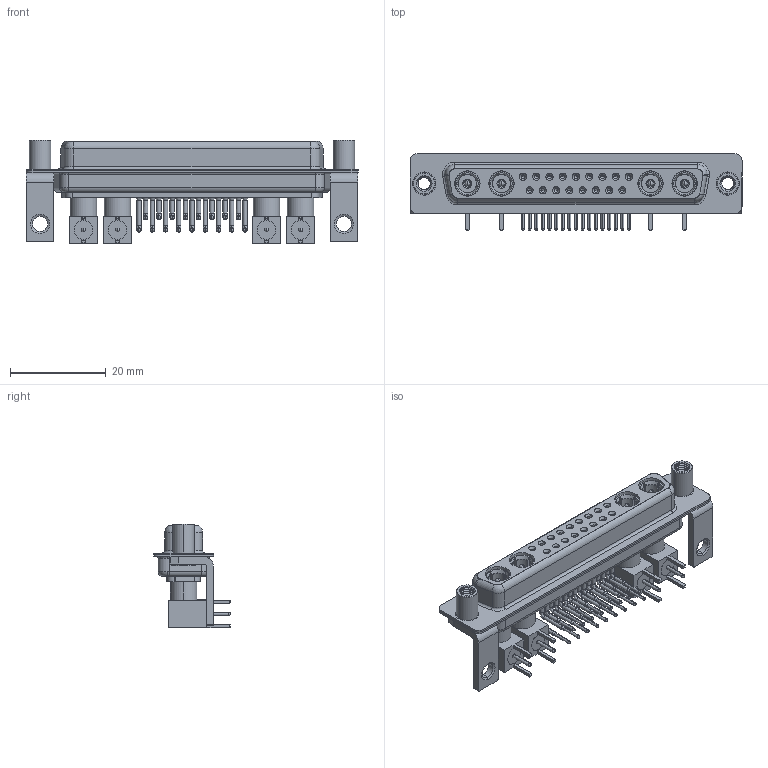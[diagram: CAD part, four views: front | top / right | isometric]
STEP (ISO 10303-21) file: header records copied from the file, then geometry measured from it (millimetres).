
FILE_DESCRIPTION (( 'STEP AP203' ), '1' );
FILE_NAME ('630-21W4240-7N6.STEP', '2022-06-08T15:08:10', ( '' ), ( '' ), 'SwSTEP 2.0', 'SolidWorks 2020', '' );
FILE_SCHEMA (( 'CONFIG_CONTROL_DESIGN' ));
Length unit declared in the file: millimetre
Products named in the file (18): Locking Collar; Pin_RA; 630Combo Threaded Standoff_D; Co-Ax Plug_RA PC Tail; RA Back Shell; 630Combo Shell Front_37 Contacts; 630Combo Shell Rear_37 Contacts; 630Combo Contact Row 2; 630Combo Housing_21W4; Insulator RA Pin; 630Combo Stabilizer Bracket; Co-Ax Plug Assy_RA; Insulator Pin_Straight PC Tail; 630-21W4240-7N6; 630Combo Contact Row 1
Assembly tree (52 placements, depth 3):
  630-21W4240-7N6
    630Combo Housing_21W4
    630Combo Shell Front_37 Contacts
    630Combo Shell Rear_37 Contacts
    630Combo Stabilizer Bracket  x2
    630Combo Threaded Standoff_D  x2
    Co-Ax Plug Assy_RA
      Co-Ax Plug_RA PC Tail
      Insulator Pin_Straight PC Tail
      Pin_RA
      Locking Collar
      RA Back Shell
      Insulator RA Pin
    Co-Ax Plug Assy_RA
      Co-Ax Plug_RA PC Tail
      Insulator Pin_Straight PC Tail
      Pin_RA
      Locking Collar
      RA Back Shell
      Insulator RA Pin
    Co-Ax Plug Assy_RA
      Co-Ax Plug_RA PC Tail
      Insulator Pin_Straight PC Tail
      Pin_RA
      Locking Collar
      RA Back Shell
      Insulator RA Pin
    Co-Ax Plug Assy_RA
      Co-Ax Plug_RA PC Tail
      Insulator Pin_Straight PC Tail
      Pin_RA
      Locking Collar
      RA Back Shell
      Insulator RA Pin
    630Combo Contact Row 1  x9
    630Combo Contact Row 2  x8
Bounding box: 69.4 x 16 x 21.61 mm (x, y, z)
Volume: 6723.1 mm3; surface area: 15968.2 mm2
Topology: 48 solids, 48 shells, 1950 faces, 4854 edges, 3054 vertices
Faces by surface type: cylinder 860, plane 612, cone 303, torus 81, bspline 78, sphere 16
Entity records: 28353 total; most frequent: CARTESIAN_POINT 6786, DIRECTION 4258, ORIENTED_EDGE 3692, EDGE_CURVE 1846, AXIS2_PLACEMENT_3D 1748, VERTEX_POINT 1177, EDGE_LOOP 931, CIRCLE 922
